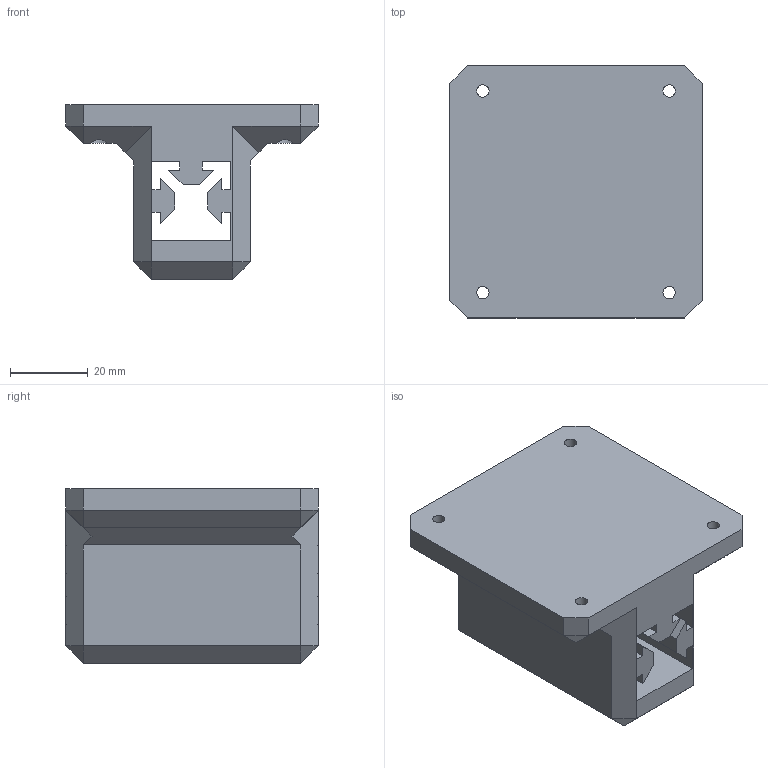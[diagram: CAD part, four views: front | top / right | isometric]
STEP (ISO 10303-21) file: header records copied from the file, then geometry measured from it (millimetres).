
FILE_DESCRIPTION(/* description */ ('STEP AP242 Edition 2','CAx-IF Rec.Pracs.---Representation and Presentation of Product Manufacturing Information (PMI)---4.0---2014-10-13','CAx-IF Rec.Pracs.---3D Tessellated Geometry---0.4---2014-09-14','2;1','CAx-IF Rec.Pracs.---User Defined Attributes---1.5---2016-08-15'),/* implementation_level */ '2;1');
FILE_NAME(/* name */ '697b8e59ee73e4e396226ca4',/* time_stamp */ '2026-01-29T16:44:09Z',/* author */ (''),/* organization */ (''),/* preprocessor_version */ 'ST-DEVELOPER v20',/* originating_system */ 'ONSHAPE BY PTC INC, 1.209',/* authorisation */ ' ');
FILE_SCHEMA (('AP242_MANAGED_MODEL_BASED_3D_ENGINEERING_MIM_LF { 1 0 10303 442 3 1 4 }'));
Length unit declared in the file: metre
Products named in the file (1): Part 1
Bounding box: 65 x 65 x 45 mm (x, y, z)
Volume: 86039.6 mm3; surface area: 25132.8 mm2
Topology: 1 solids, 1 shells, 84 faces, 216 edges, 136 vertices
Faces by surface type: plane 72, cylinder 12
Full cylindrical faces by diameter (mm): 3.2 x4, 5.2 x2, 6 x4, 9 x2
Entity records: 2450 total; most frequent: CARTESIAN_POINT 417, ORIENTED_EDGE 400, DIRECTION 398, EDGE_CURVE 200, LINE 172, VECTOR 172, VERTEX_POINT 132, AXIS2_PLACEMENT_3D 113
